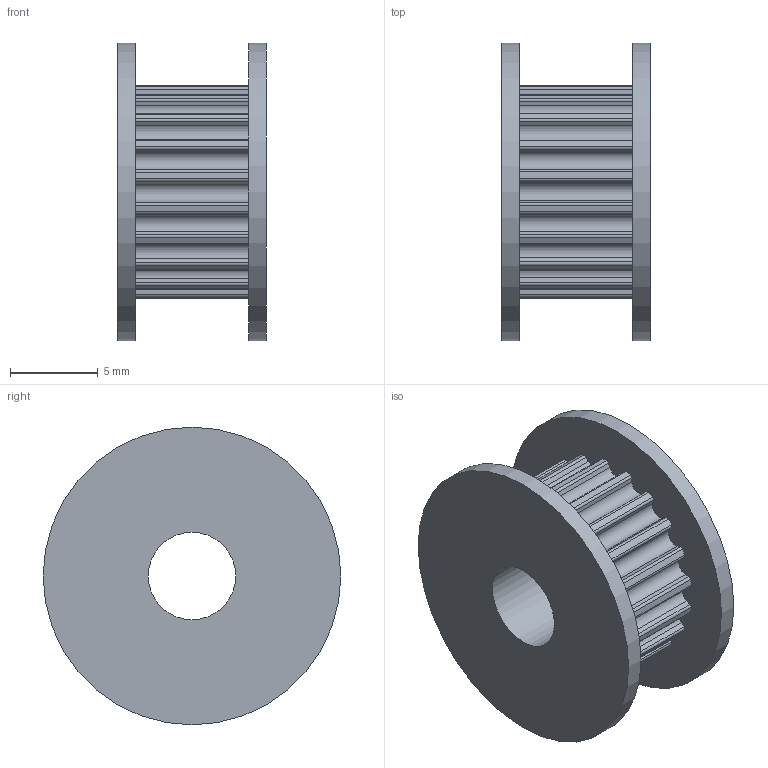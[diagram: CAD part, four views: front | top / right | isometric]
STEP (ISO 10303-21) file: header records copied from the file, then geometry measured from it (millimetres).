
FILE_DESCRIPTION(/* description */ (''),/* implementation_level */ '2;1');
FILE_NAME(/* name */ '',/* time_stamp */ '2024-03-06T19:45:23+08:00',/* author */ (''),/* organization */ (''),/* preprocessor_version */ 'ST-DEVELOPER v20',/* originating_system */ 'Autodesk Translation Framework v12.20.1.177',/* authorisation */ '');
FILE_SCHEMA (('AUTOMOTIVE_DESIGN { 1 0 10303 214 3 1 1 }'));
Length unit declared in the file: millimetre
Products named in the file (3): 2GT_timing_belt_idle_pulley_Φ5mm; 惰轮1; 惰轮2
Assembly tree (2 placements, depth 2):
  2GT_timing_belt_idle_pulley_Φ5mm
    惰轮1
    惰轮2
Bounding box: 8.5 x 17 x 17 mm (x, y, z)
Volume: 952.6 mm3; surface area: 1252.2 mm2
Topology: 1 solids, 1 shells, 127 faces, 369 edges, 246 vertices
Faces by surface type: cylinder 83, plane 44
Full cylindrical faces by diameter (mm): 5 x1, 17 x2
Entity records: 4364 total; most frequent: DIRECTION 799, CARTESIAN_POINT 747, ORIENTED_EDGE 738, EDGE_CURVE 369, AXIS2_PLACEMENT_3D 298, VERTEX_POINT 246, LINE 203, VECTOR 203
